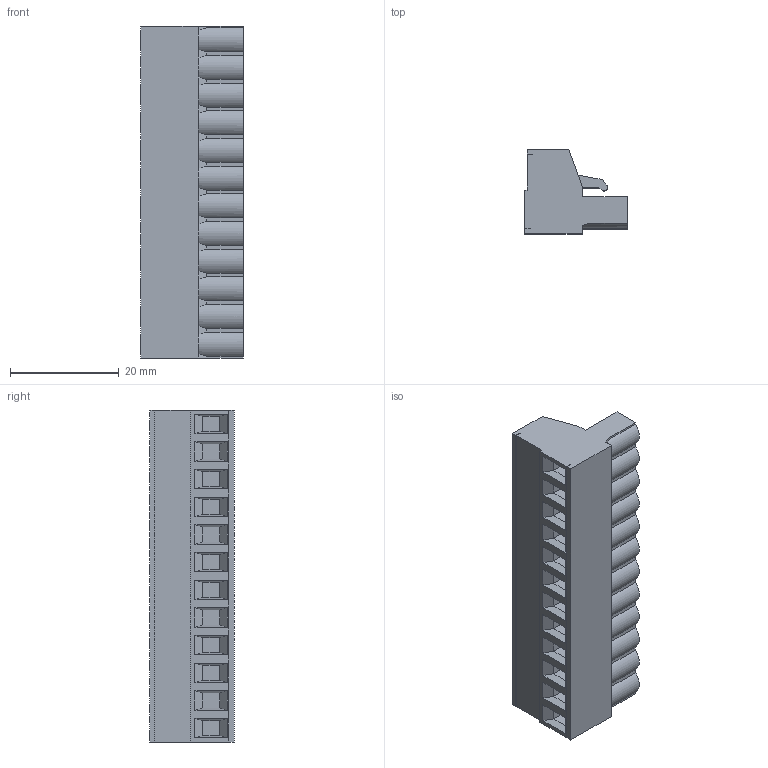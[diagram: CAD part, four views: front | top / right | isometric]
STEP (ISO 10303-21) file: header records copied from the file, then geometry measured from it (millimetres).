
FILE_DESCRIPTION( ( 'STEP AP214' ), '1' );
FILE_NAME( ' ', ' ', ( ' ' ), ( ' ' ), 'PSStep 11.0', 'VISI 17.0', ' ' );
FILE_SCHEMA( ( 'AUTOMOTIVE_DESIGN { 1 0 10303 214 1 1 1 1 }' ) );
Length unit declared in the file: millimetre
Products named in the file (1): 1
Bounding box: 18.85 x 15.5 x 60.96 mm (x, y, z)
Volume: 10495.6 mm3; surface area: 6816.2 mm2
Topology: 1 solids, 1 shells, 408 faces, 1034 edges, 676 vertices
Faces by surface type: plane 346, cylinder 50, cone 12
Full cylindrical faces by diameter (mm): 1.6 x12, 3.8 x12, 4 x12
Entity records: 14847 total; most frequent: CARTESIAN_POINT 1999, DIRECTION 1940, ORIENTED_EDGE 1900, EDGE_CURVE 950, LINE 778, VECTOR 778, VERTEX_POINT 640, AXIS2_PLACEMENT_3D 581
